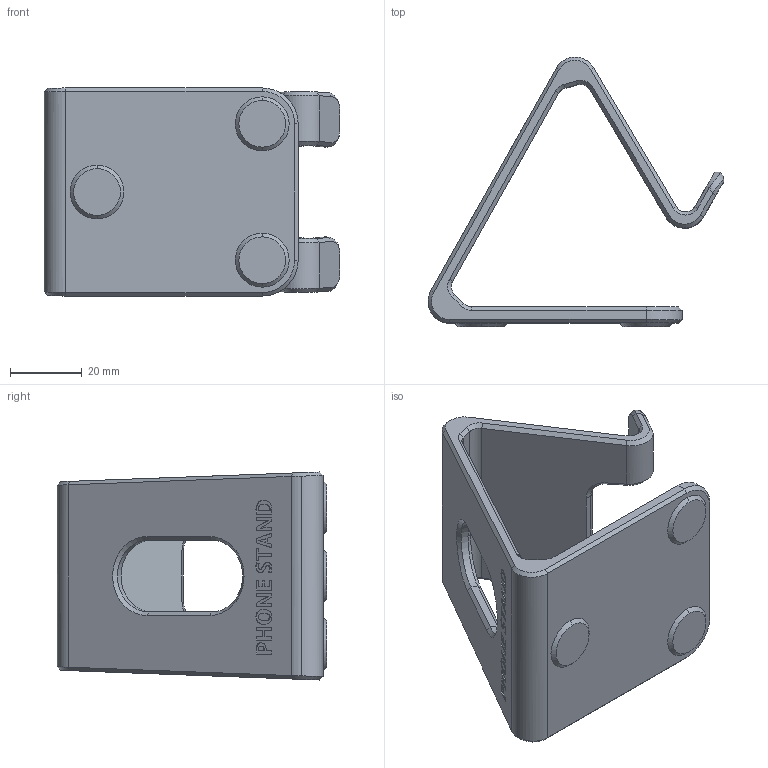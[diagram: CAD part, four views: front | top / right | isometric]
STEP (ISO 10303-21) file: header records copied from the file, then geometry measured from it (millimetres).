
FILE_DESCRIPTION (( 'STEP AP203' ), '1' );
FILE_NAME ('3D湖荂忒儂盓殤.STEP', '2022-08-28T09:40:40', ( '' ), ( '' ), 'SwSTEP 2.0', 'SolidWorks 2021', '' );
FILE_SCHEMA (( 'CONFIG_CONTROL_DESIGN' ));
Length unit declared in the file: millimetre
Products named in the file (1): 3D湖荂忒儂盓殤
Bounding box: 82.37 x 75.03 x 57.93 mm (x, y, z)
Volume: 46472.1 mm3; surface area: 23079 mm2
Topology: 1 solids, 1 shells, 277 faces, 693 edges, 435 vertices
Faces by surface type: plane 157, bspline 81, cylinder 23, cone 16
Entity records: 13307 total; most frequent: CARTESIAN_POINT 7323, ORIENTED_EDGE 1386, DIRECTION 890, EDGE_CURVE 693, VERTEX_POINT 435, LINE 430, VECTOR 430, EDGE_LOOP 296
